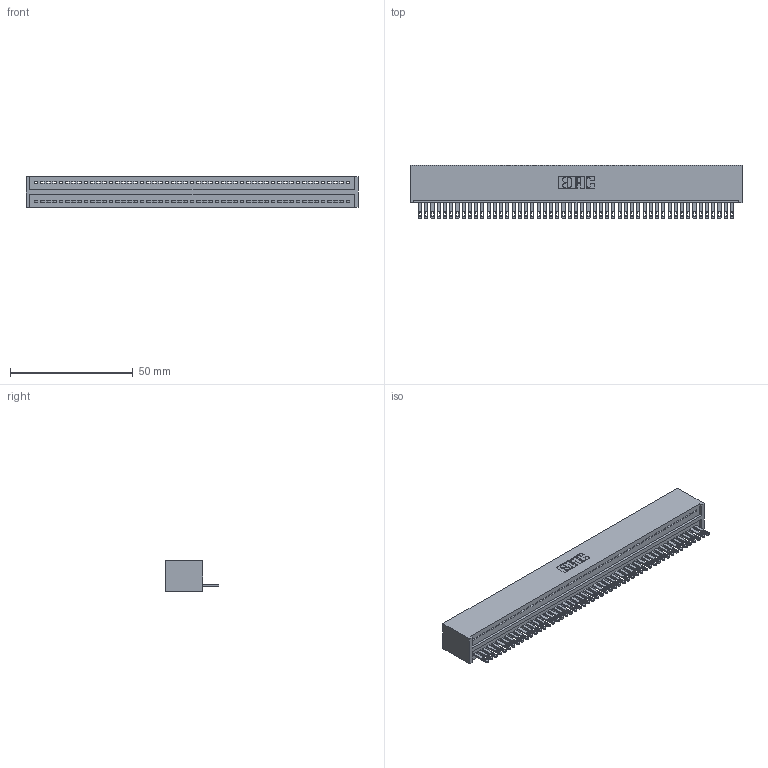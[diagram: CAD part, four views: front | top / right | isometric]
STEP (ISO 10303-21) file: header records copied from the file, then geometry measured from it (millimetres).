
FILE_DESCRIPTION (( 'STEP AP203' ), '1' );
FILE_NAME ('325-051-500-101.STEP', '2020-02-25T00:04:23', ( '' ), ( '' ), 'SwSTEP 2.0', 'SolidWorks 2016', '' );
FILE_SCHEMA (( 'CONFIG_CONTROL_DESIGN' ));
Length unit declared in the file: inch
Products named in the file (3): 325-051-500-101; 325 Part_Lugless; 325-292-001_325-293-100
Assembly tree (52 placements, depth 2):
  325-051-500-101
    325 Part_Lugless
    325-292-001_325-293-100  x51
Bounding box: 135.18 x 21.84 x 12.45 mm (x, y, z)
Volume: 17835.1 mm3; surface area: 20247.3 mm2
Topology: 52 solids, 52 shells, 2860 faces, 8855 edges, 5902 vertices
Faces by surface type: plane 1902, cylinder 958
Entity records: 29667 total; most frequent: CARTESIAN_POINT 5123, ORIENTED_EDGE 5110, DIRECTION 4297, EDGE_CURVE 2555, LINE 2431, VECTOR 2431, VERTEX_POINT 1702, AXIS2_PLACEMENT_3D 933
